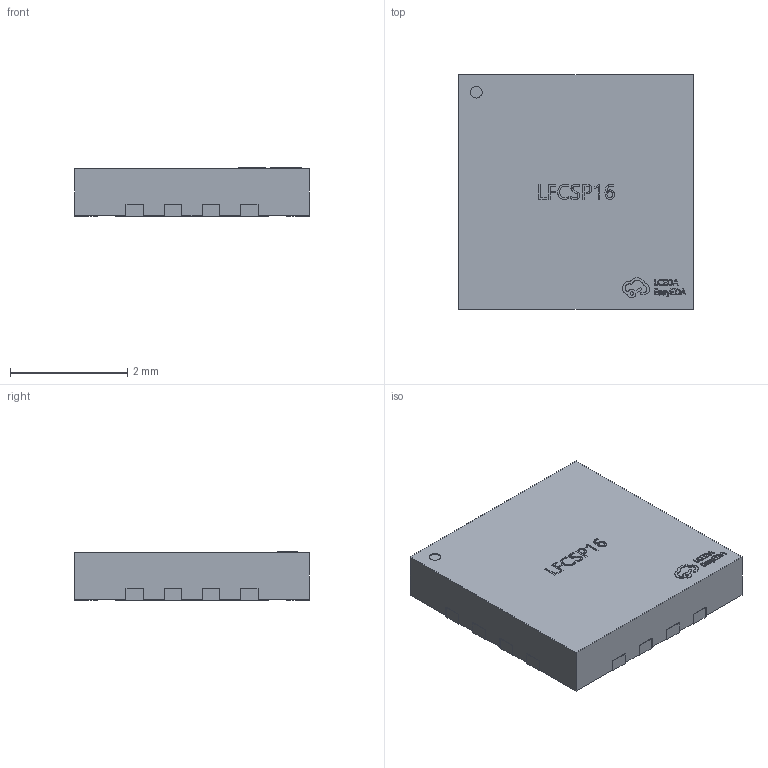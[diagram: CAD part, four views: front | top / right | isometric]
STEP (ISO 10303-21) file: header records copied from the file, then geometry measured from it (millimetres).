
FILE_DESCRIPTION (( 'STEP AP214' ), '1' );
FILE_NAME ('LFCSP-16_L4.0-W4.0-H0.8-P0.65.step', '2022-06-20T11:13:47', ( '' ), ( '' ), 'SwSTEP 2.0', 'SolidWorks 2020', '' );
FILE_SCHEMA (( 'AUTOMOTIVE_DESIGN' ));
Length unit declared in the file: millimetre
Products named in the file (1): LFCSP-16_L4.0-W4.0-H0.8-P0.65
Bounding box: 4.02 x 4.02 x 0.82 mm (x, y, z)
Volume: 12.9 mm3; surface area: 45.5 mm2
Topology: 1 solids, 1 shells, 481 faces, 1326 edges, 884 vertices
Faces by surface type: plane 308, bspline 150, cylinder 23
Entity records: 22540 total; most frequent: CARTESIAN_POINT 7138, ORIENTED_EDGE 2652, DIRECTION 1732, EDGE_CURVE 1326, VECTOR 976, LINE 976, VERTEX_POINT 884, EDGE_LOOP 518
